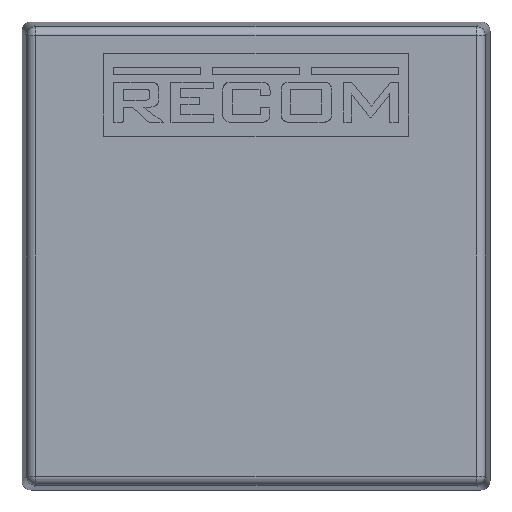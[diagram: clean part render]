
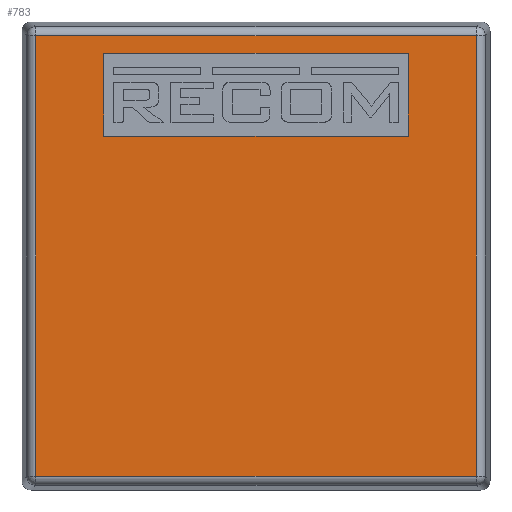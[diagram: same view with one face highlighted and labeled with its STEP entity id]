
A CAD part, front view. The second image highlights one B-rep face of the part: STEP entity #783.
In plain terms, the highlighted planar face has unit normal (0, -1, 0).
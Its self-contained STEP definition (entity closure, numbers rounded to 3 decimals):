
#70 = LINE ( 'NONE', #1443, #7482 ) ;
#259 = VERTEX_POINT ( 'NONE', #13301 ) ;
#493 = VERTEX_POINT ( 'NONE', #993 ) ;
#559 = ORIENTED_EDGE ( 'NONE', *, *, #9519, .T. ) ;
#783 = ADVANCED_FACE ( 'NONE', ( #16298, #2948 ), #4492, .F. ) ;
#793 = ORIENTED_EDGE ( 'NONE', *, *, #3629, .T. ) ;
#993 = CARTESIAN_POINT ( 'NONE',  ( 8.25, -10.2, 6.5 ) ) ;
#1013 = VECTOR ( 'NONE', #10063, 1000. ) ;
#1054 = CARTESIAN_POINT ( 'NONE',  ( 8.25, -10.2, 6.5 ) ) ;
#1308 = CARTESIAN_POINT ( 'NONE',  ( -8.25, -10.2, 11. ) ) ;
#1443 = CARTESIAN_POINT ( 'NONE',  ( 11.946, -10.2, 11.946 ) ) ;
#1690 = VERTEX_POINT ( 'NONE', #1308 ) ;
#1900 = EDGE_LOOP ( 'NONE', ( #2257, #13554, #14418, #10691 ) ) ;
#2257 = ORIENTED_EDGE ( 'NONE', *, *, #14180, .F. ) ;
#2386 = EDGE_CURVE ( 'NONE', #1690, #6853, #4784, .T. ) ;
#2834 = VERTEX_POINT ( 'NONE', #11489 ) ;
#2948 = FACE_OUTER_BOUND ( 'NONE', #16986, .T. ) ;
#3034 = CARTESIAN_POINT ( 'NONE',  ( -8.25, -10.2, 6.5 ) ) ;
#3629 = EDGE_CURVE ( 'NONE', #2834, #4507, #70, .T. ) ;
#3694 = LINE ( 'NONE', #11614, #13914 ) ;
#3706 = LINE ( 'NONE', #10336, #15607 ) ;
#4490 = DIRECTION ( 'NONE',  ( 1., 0., 0. ) ) ;
#4492 = PLANE ( 'NONE',  #10239 ) ;
#4507 = VERTEX_POINT ( 'NONE', #5244 ) ;
#4784 = LINE ( 'NONE', #10045, #15035 ) ;
#4798 = CARTESIAN_POINT ( 'NONE',  ( -11.946, -10.2, 11.946 ) ) ;
#5244 = CARTESIAN_POINT ( 'NONE',  ( -11.946, -10.2, 11.946 ) ) ;
#5850 = CARTESIAN_POINT ( 'NONE',  ( 8.25, -10.2, 11. ) ) ;
#6675 = DIRECTION ( 'NONE',  ( -1., 0., 0. ) ) ;
#6713 = CARTESIAN_POINT ( 'NONE',  ( -11.946, -10.2, -11.946 ) ) ;
#6739 = CARTESIAN_POINT ( 'NONE',  ( 0., -10.2, 0. ) ) ;
#6853 = VERTEX_POINT ( 'NONE', #6990 ) ;
#6990 = CARTESIAN_POINT ( 'NONE',  ( -8.25, -10.2, 6.5 ) ) ;
#7482 = VECTOR ( 'NONE', #6675, 1000. ) ;
#7588 = VECTOR ( 'NONE', #11551, 1000. ) ;
#8115 = DIRECTION ( 'NONE',  ( 1., 0., 0. ) ) ;
#8884 = ORIENTED_EDGE ( 'NONE', *, *, #14826, .T. ) ;
#8943 = DIRECTION ( 'NONE',  ( 0., 0., 1. ) ) ;
#9304 = EDGE_CURVE ( 'NONE', #6853, #493, #9571, .T. ) ;
#9360 = VECTOR ( 'NONE', #4490, 1000. ) ;
#9519 = EDGE_CURVE ( 'NONE', #259, #15403, #15859, .T. ) ;
#9571 = LINE ( 'NONE', #3034, #9360 ) ;
#9742 = DIRECTION ( 'NONE',  ( 0., 1., 0. ) ) ;
#10045 = CARTESIAN_POINT ( 'NONE',  ( -8.25, -10.2, 11. ) ) ;
#10063 = DIRECTION ( 'NONE',  ( 0., 0., -1. ) ) ;
#10132 = DIRECTION ( 'NONE',  ( 0., 0., -1. ) ) ;
#10149 = DIRECTION ( 'NONE',  ( -1., 0., 0. ) ) ;
#10239 = AXIS2_PLACEMENT_3D ( 'NONE', #6739, #9742, #8115 ) ;
#10295 = CARTESIAN_POINT ( 'NONE',  ( 11.946, -10.2, -11.946 ) ) ;
#10336 = CARTESIAN_POINT ( 'NONE',  ( 11.946, -10.2, -11.946 ) ) ;
#10691 = ORIENTED_EDGE ( 'NONE', *, *, #2386, .F. ) ;
#11358 = LINE ( 'NONE', #4798, #1013 ) ;
#11489 = CARTESIAN_POINT ( 'NONE',  ( 11.946, -10.2, 11.946 ) ) ;
#11551 = DIRECTION ( 'NONE',  ( 0., 0., 1. ) ) ;
#11614 = CARTESIAN_POINT ( 'NONE',  ( 8.25, -10.2, 11. ) ) ;
#12840 = LINE ( 'NONE', #1054, #7588 ) ;
#13301 = CARTESIAN_POINT ( 'NONE',  ( -11.946, -10.2, -11.946 ) ) ;
#13554 = ORIENTED_EDGE ( 'NONE', *, *, #13930, .F. ) ;
#13914 = VECTOR ( 'NONE', #10149, 1000. ) ;
#13930 = EDGE_CURVE ( 'NONE', #493, #15064, #12840, .T. ) ;
#14180 = EDGE_CURVE ( 'NONE', #15064, #1690, #3694, .T. ) ;
#14418 = ORIENTED_EDGE ( 'NONE', *, *, #9304, .F. ) ;
#14826 = EDGE_CURVE ( 'NONE', #15403, #2834, #3706, .T. ) ;
#15035 = VECTOR ( 'NONE', #10132, 1000. ) ;
#15064 = VERTEX_POINT ( 'NONE', #5850 ) ;
#15403 = VERTEX_POINT ( 'NONE', #10295 ) ;
#15442 = VECTOR ( 'NONE', #15608, 1000. ) ;
#15607 = VECTOR ( 'NONE', #8943, 1000. ) ;
#15608 = DIRECTION ( 'NONE',  ( 1., 0., 0. ) ) ;
#15859 = LINE ( 'NONE', #6713, #15442 ) ;
#16028 = ORIENTED_EDGE ( 'NONE', *, *, #16667, .T. ) ;
#16298 = FACE_BOUND ( 'NONE', #1900, .T. ) ;
#16667 = EDGE_CURVE ( 'NONE', #4507, #259, #11358, .T. ) ;
#16986 = EDGE_LOOP ( 'NONE', ( #16028, #559, #8884, #793 ) ) ;
